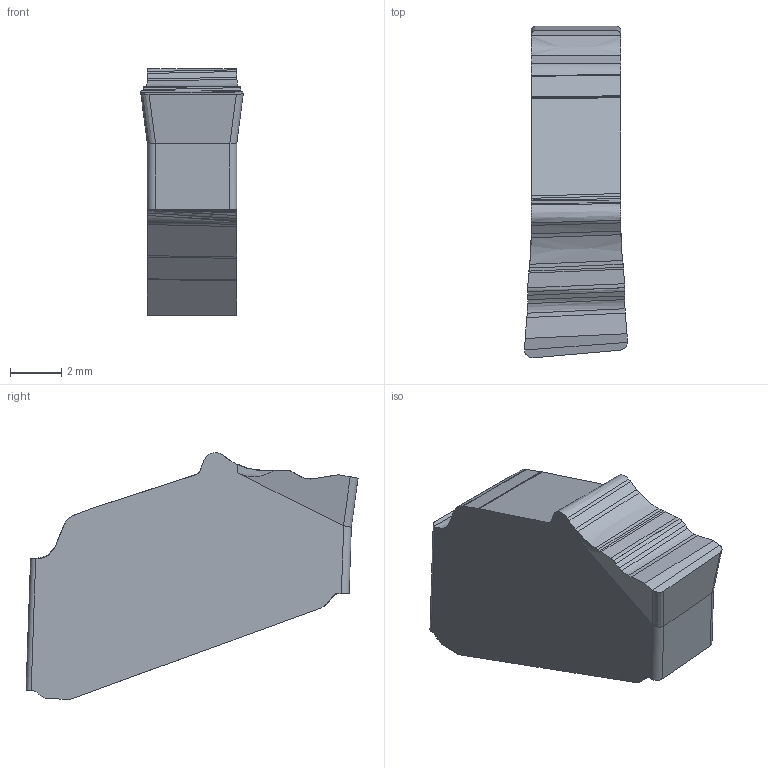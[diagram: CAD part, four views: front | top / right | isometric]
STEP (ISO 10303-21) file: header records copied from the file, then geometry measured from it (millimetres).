
FILE_DESCRIPTION((''),'2;1');
FILE_NAME('GW1M0400G030R05-GM','2021-03-01T11:02:08',('tlyad09'),('PTC Japan'),'CREO PARAMETRIC BY PTC INC, 2018500','CREO PARAMETRIC BY PTC INC, 2018500','');
FILE_SCHEMA(('AUTOMOTIVE_DESIGN { 1 0 10303 214 1 1 1 1 }'));
Length unit declared in the file: millimetre
Products named in the file (1): GW1M0400G030R05-GM
Bounding box: 4 x 12.94 x 9.62 mm (x, y, z)
Volume: 281.6 mm3; surface area: 291.8 mm2
Topology: 1 solids, 1 shells, 79 faces, 289 edges, 210 vertices
Faces by surface type: bspline 38, plane 26, cylinder 13, extrusion 2
Entity records: 5860 total; most frequent: CARTESIAN_POINT 1992, ORIENTED_EDGE 426, PRESENTATION_STYLE_ASSIGNMENT 371, STYLED_ITEM 292, CURVE_STYLE 291, DIRECTION 260, EDGE_CURVE 213, FILL_AREA_STYLE_COLOUR 159
